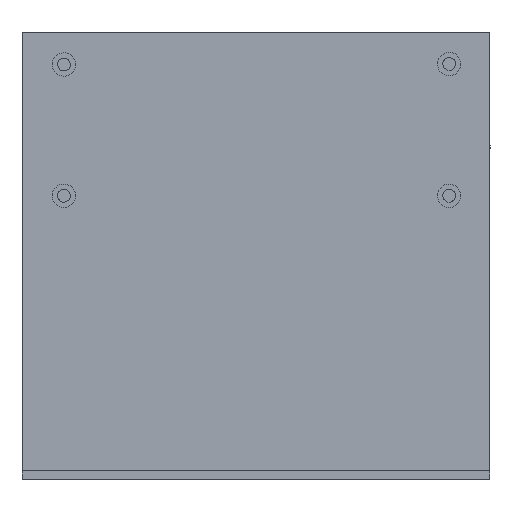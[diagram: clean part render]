
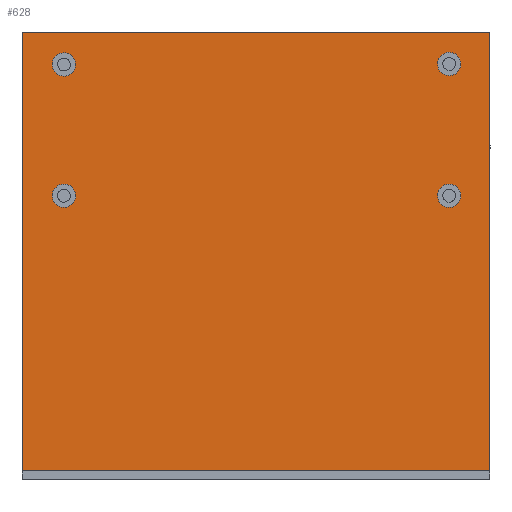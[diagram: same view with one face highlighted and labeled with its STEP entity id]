
A CAD part, front view. The second image highlights one B-rep face of the part: STEP entity #628.
In plain terms, the highlighted free-form (B-spline) face has degree [1, 1] with [2, 2] control points.
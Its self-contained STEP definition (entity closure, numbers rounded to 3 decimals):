
#51=CARTESIAN_POINT('',(89.5,-31.75,3.));
#52=VERTEX_POINT('',#51);
#67=CARTESIAN_POINT('',(89.5,-31.75,-100.));
#68=VERTEX_POINT('',#67);
#74=CARTESIAN_POINT('',(89.5,-31.75,3.));
#75=CARTESIAN_POINT('',(89.5,-31.75,-100.));
#76=B_SPLINE_CURVE_WITH_KNOTS('',1,(#74,#75),.POLYLINE_FORM.,.F.,.U.,(2,2),(0.,1.),.UNSPECIFIED.);
#77=EDGE_CURVE('',#52,#68,#76,.T.);
#545=CARTESIAN_POINT('',(-20.5,-31.75,3.));
#546=CARTESIAN_POINT('',(-20.5,-31.75,-100.));
#547=CARTESIAN_POINT('',(89.5,-31.75,3.));
#548=CARTESIAN_POINT('',(89.5,-31.75,-100.));
#549=B_SPLINE_SURFACE_WITH_KNOTS('',1,1,((#545,#546),(#547,#548)),.PLANE_SURF.,.F.,.F.,.U.,(2,2),(2,2),(0.,1.),(0.,1.),.UNSPECIFIED.);
#550=CARTESIAN_POINT('',(-20.5,-31.75,3.));
#551=VERTEX_POINT('',#550);
#552=CARTESIAN_POINT('',(-20.5,-31.75,3.));
#553=CARTESIAN_POINT('',(89.5,-31.75,3.));
#554=B_SPLINE_CURVE_WITH_KNOTS('',1,(#552,#553),.POLYLINE_FORM.,.F.,.U.,(2,2),(0.,1.),.UNSPECIFIED.);
#555=EDGE_CURVE('',#551,#52,#554,.T.);
#556=ORIENTED_EDGE('',*,*,#555,.T.);
#557=ORIENTED_EDGE('',*,*,#77,.T.);
#558=CARTESIAN_POINT('',(-20.5,-31.75,-100.));
#559=VERTEX_POINT('',#558);
#560=CARTESIAN_POINT('',(89.5,-31.75,-100.));
#561=CARTESIAN_POINT('',(-20.5,-31.75,-100.));
#562=B_SPLINE_CURVE_WITH_KNOTS('',1,(#560,#561),.POLYLINE_FORM.,.F.,.U.,(2,2),(0.,1.),.UNSPECIFIED.);
#563=EDGE_CURVE('',#68,#559,#562,.T.);
#564=ORIENTED_EDGE('',*,*,#563,.T.);
#565=CARTESIAN_POINT('',(-20.5,-31.75,3.));
#566=CARTESIAN_POINT('',(-20.5,-31.75,-100.));
#567=B_SPLINE_CURVE_WITH_KNOTS('',1,(#565,#566),.POLYLINE_FORM.,.F.,.U.,(2,2),(0.,1.),.UNSPECIFIED.);
#568=EDGE_CURVE('',#551,#559,#567,.T.);
#569=ORIENTED_EDGE('',*,*,#568,.F.);
#570=EDGE_LOOP('',(#556,#557,#564,#569));
#571=FACE_OUTER_BOUND('',#570,.F.);
#572=CARTESIAN_POINT('',(-13.384,-31.75,-35.361));
#573=VERTEX_POINT('',#572);
#574=CARTESIAN_POINT('',(-13.384,-31.75,-35.361));
#575=CARTESIAN_POINT('',(-13.384,-31.75,-40.124));
#576=CARTESIAN_POINT('',(-9.259,-31.75,-37.743));
#577=CARTESIAN_POINT('',(-5.134,-31.75,-35.361));
#578=CARTESIAN_POINT('',(-9.259,-31.75,-32.979));
#579=CARTESIAN_POINT('',(-13.384,-31.75,-30.598));
#580=CARTESIAN_POINT('',(-13.384,-31.75,-35.361));
#581=(BOUNDED_CURVE()B_SPLINE_CURVE(2,(#574,#575,#576,#577,#578,#579,#580),.CIRCULAR_ARC.,.T.,.U.)B_SPLINE_CURVE_WITH_KNOTS((3,2,2,3),(0.,0.333,0.667,1.),.UNSPECIFIED.)CURVE()GEOMETRIC_REPRESENTATION_ITEM()RATIONAL_B_SPLINE_CURVE((1.,0.5,1.,0.5,1.,0.5,1.))REPRESENTATION_ITEM(''));
#582=EDGE_CURVE('',#573,#573,#581,.T.);
#583=ORIENTED_EDGE('',*,*,#582,.T.);
#584=EDGE_LOOP('',(#583));
#585=FACE_BOUND('',#584,.F.);
#586=CARTESIAN_POINT('',(77.167,-31.75,-4.373));
#587=VERTEX_POINT('',#586);
#588=CARTESIAN_POINT('',(77.167,-31.75,-4.373));
#589=CARTESIAN_POINT('',(77.167,-31.75,-9.136));
#590=CARTESIAN_POINT('',(81.292,-31.75,-6.755));
#591=CARTESIAN_POINT('',(85.417,-31.75,-4.373));
#592=CARTESIAN_POINT('',(81.292,-31.75,-1.991));
#593=CARTESIAN_POINT('',(77.167,-31.75,0.39));
#594=CARTESIAN_POINT('',(77.167,-31.75,-4.373));
#595=(BOUNDED_CURVE()B_SPLINE_CURVE(2,(#588,#589,#590,#591,#592,#593,#594),.CIRCULAR_ARC.,.T.,.U.)B_SPLINE_CURVE_WITH_KNOTS((3,2,2,3),(0.,0.333,0.667,1.),.UNSPECIFIED.)CURVE()GEOMETRIC_REPRESENTATION_ITEM()RATIONAL_B_SPLINE_CURVE((1.,0.5,1.,0.5,1.,0.5,1.))REPRESENTATION_ITEM(''));
#596=EDGE_CURVE('',#587,#587,#595,.T.);
#597=ORIENTED_EDGE('',*,*,#596,.T.);
#598=EDGE_LOOP('',(#597));
#599=FACE_BOUND('',#598,.F.);
#600=CARTESIAN_POINT('',(77.167,-31.75,-35.361));
#601=VERTEX_POINT('',#600);
#602=CARTESIAN_POINT('',(77.167,-31.75,-35.361));
#603=CARTESIAN_POINT('',(77.167,-31.75,-40.124));
#604=CARTESIAN_POINT('',(81.292,-31.75,-37.743));
#605=CARTESIAN_POINT('',(85.417,-31.75,-35.361));
#606=CARTESIAN_POINT('',(81.292,-31.75,-32.979));
#607=CARTESIAN_POINT('',(77.167,-31.75,-30.598));
#608=CARTESIAN_POINT('',(77.167,-31.75,-35.361));
#609=(BOUNDED_CURVE()B_SPLINE_CURVE(2,(#602,#603,#604,#605,#606,#607,#608),.CIRCULAR_ARC.,.T.,.U.)B_SPLINE_CURVE_WITH_KNOTS((3,2,2,3),(0.,0.333,0.667,1.),.UNSPECIFIED.)CURVE()GEOMETRIC_REPRESENTATION_ITEM()RATIONAL_B_SPLINE_CURVE((1.,0.5,1.,0.5,1.,0.5,1.))REPRESENTATION_ITEM(''));
#610=EDGE_CURVE('',#601,#601,#609,.T.);
#611=ORIENTED_EDGE('',*,*,#610,.T.);
#612=EDGE_LOOP('',(#611));
#613=FACE_BOUND('',#612,.F.);
#614=CARTESIAN_POINT('',(-13.384,-31.75,-4.5));
#615=VERTEX_POINT('',#614);
#616=CARTESIAN_POINT('',(-13.384,-31.75,-4.5));
#617=CARTESIAN_POINT('',(-13.384,-31.75,-9.263));
#618=CARTESIAN_POINT('',(-9.259,-31.75,-6.882));
#619=CARTESIAN_POINT('',(-5.134,-31.75,-4.5));
#620=CARTESIAN_POINT('',(-9.259,-31.75,-2.118));
#621=CARTESIAN_POINT('',(-13.384,-31.75,0.263));
#622=CARTESIAN_POINT('',(-13.384,-31.75,-4.5));
#623=(BOUNDED_CURVE()B_SPLINE_CURVE(2,(#616,#617,#618,#619,#620,#621,#622),.CIRCULAR_ARC.,.T.,.U.)B_SPLINE_CURVE_WITH_KNOTS((3,2,2,3),(0.,0.333,0.667,1.),.UNSPECIFIED.)CURVE()GEOMETRIC_REPRESENTATION_ITEM()RATIONAL_B_SPLINE_CURVE((1.,0.5,1.,0.5,1.,0.5,1.))REPRESENTATION_ITEM(''));
#624=EDGE_CURVE('',#615,#615,#623,.T.);
#625=ORIENTED_EDGE('',*,*,#624,.T.);
#626=EDGE_LOOP('',(#625));
#627=FACE_BOUND('',#626,.F.);
#628=ADVANCED_FACE('',(#571,#585,#599,#613,#627),#549,.F.);
